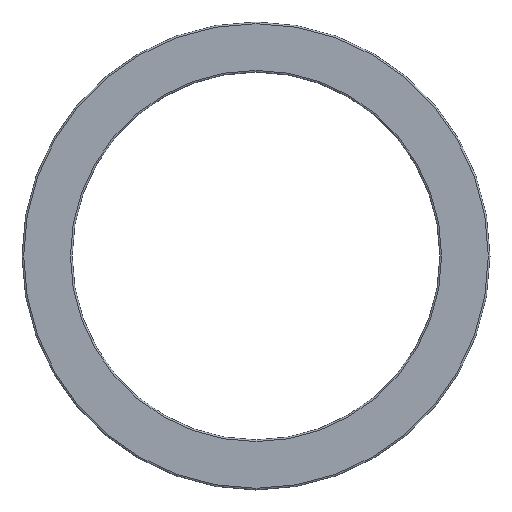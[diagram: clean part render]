
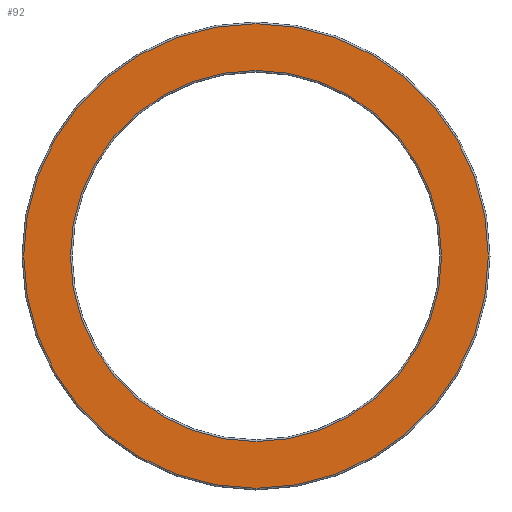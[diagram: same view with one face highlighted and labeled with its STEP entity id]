
A CAD part, left-side view. The second image highlights one B-rep face of the part: STEP entity #92.
In plain terms, the highlighted planar face has unit normal (-1, 0, 0).
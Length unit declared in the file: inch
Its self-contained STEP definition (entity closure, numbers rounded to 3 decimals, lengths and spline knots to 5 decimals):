
#14 = VERTEX_POINT ( 'NONE', #569 ) ;
#19 = DIRECTION ( 'NONE',  ( 0., 0., -1. ) ) ;
#40 = CARTESIAN_POINT ( 'NONE',  ( -0.492, 0., 0. ) ) ;
#92 = ADVANCED_FACE ( 'NONE', ( #584, #566 ), #456, .F. ) ;
#132 = CIRCLE ( 'NONE', #243, 2.1855 ) ;
#181 = ORIENTED_EDGE ( 'NONE', *, *, #617, .F. ) ;
#243 = AXIS2_PLACEMENT_3D ( 'NONE', #475, #416, #657 ) ;
#244 = CARTESIAN_POINT ( 'NONE',  ( -0.492, 0., 2.1855 ) ) ;
#249 = DIRECTION ( 'NONE',  ( 0., 0., 1. ) ) ;
#290 = ORIENTED_EDGE ( 'NONE', *, *, #815, .T. ) ;
#314 = DIRECTION ( 'NONE',  ( -1., 0., 0. ) ) ;
#356 = CARTESIAN_POINT ( 'NONE',  ( -0.492, 0., 0. ) ) ;
#416 = DIRECTION ( 'NONE',  ( -1., 0., 0. ) ) ;
#426 = EDGE_LOOP ( 'NONE', ( #290 ) ) ;
#456 = PLANE ( 'NONE',  #497 ) ;
#475 = CARTESIAN_POINT ( 'NONE',  ( -0.492, 0., 0. ) ) ;
#497 = AXIS2_PLACEMENT_3D ( 'NONE', #356, #787, #19 ) ;
#566 = FACE_OUTER_BOUND ( 'NONE', #426, .T. ) ;
#569 = CARTESIAN_POINT ( 'NONE',  ( -0.492, 0., 2.736 ) ) ;
#584 = FACE_BOUND ( 'NONE', #747, .T. ) ;
#617 = EDGE_CURVE ( 'NONE', #626, #626, #132, .T. ) ;
#626 = VERTEX_POINT ( 'NONE', #244 ) ;
#657 = DIRECTION ( 'NONE',  ( 0., 0., 1. ) ) ;
#709 = AXIS2_PLACEMENT_3D ( 'NONE', #40, #314, #249 ) ;
#747 = EDGE_LOOP ( 'NONE', ( #181 ) ) ;
#765 = CIRCLE ( 'NONE', #709, 2.736 ) ;
#787 = DIRECTION ( 'NONE',  ( 1., 0., 0. ) ) ;
#815 = EDGE_CURVE ( 'NONE', #14, #14, #765, .T. ) ;
